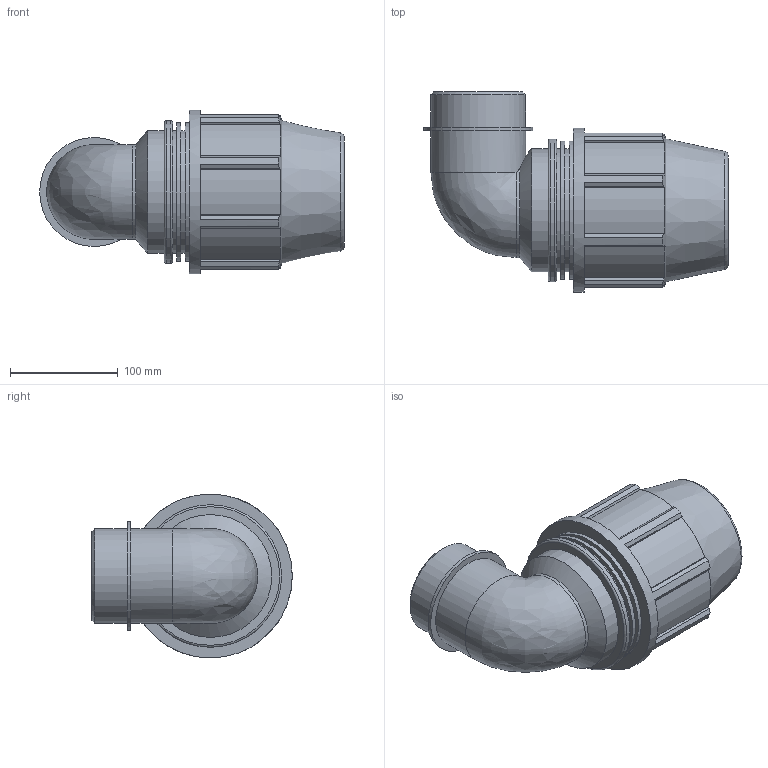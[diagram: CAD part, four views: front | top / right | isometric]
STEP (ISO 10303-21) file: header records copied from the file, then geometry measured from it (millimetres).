
FILE_DESCRIPTION(/* description */ ('PLASSON 90° ELBOW MALE ADAPTOR 90-3"'),/* implementation_level */ '2;1');
FILE_NAME(/* name */ '878500090030_188500090030_848506090030.ipt.stp',/* time_stamp */ '2018-03-25T20:11:12+03:00',/* author */ ('KIM'),/* organization */ (''),/* preprocessor_version */ 'ST-DEVELOPER v15.6',/* originating_system */ 'Autodesk Inventor 2015',/* authorisation */ '');
FILE_SCHEMA (('AUTOMOTIVE_DESIGN { 1 0 10303 214 3 1 1 }'));
Length unit declared in the file: millimetre
Products named in the file (1): 878500090030_188500090030_848506090030
Bounding box: 282.53 x 186 x 152 mm (x, y, z)
Volume: 1876802.3 mm3; surface area: 236981.2 mm2
Topology: 1 solids, 1 shells, 85 faces, 213 edges, 138 vertices
Faces by surface type: plane 52, cylinder 22, cone 6, torus 4, bspline 1
Full cylindrical faces by diameter (mm): 61.519 x2, 87.884 x2, 90 x1, 101.067 x1, 114 x3, 128.273 x2, 132.24 x1, 152 x1
Entity records: 2424 total; most frequent: CARTESIAN_POINT 481, DIRECTION 406, ORIENTED_EDGE 366, EDGE_CURVE 183, AXIS2_PLACEMENT_3D 155, VERTEX_POINT 133, EDGE_LOOP 120, LINE 96
